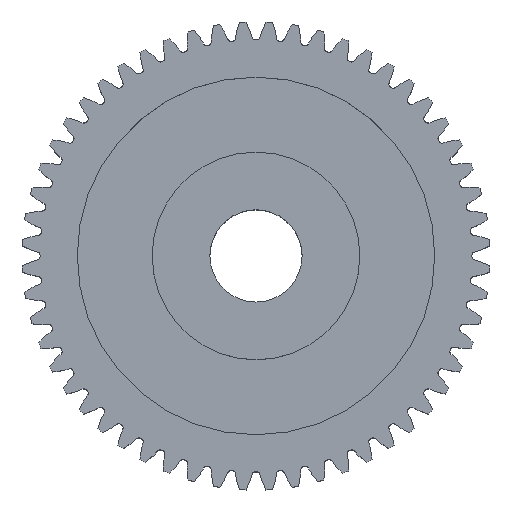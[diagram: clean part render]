
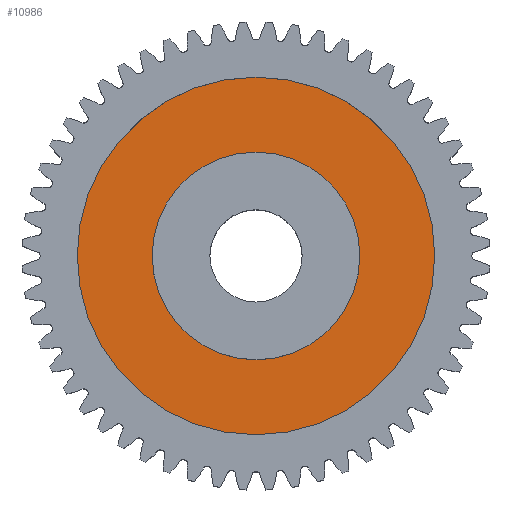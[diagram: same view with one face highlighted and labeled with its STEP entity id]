
A CAD part, top view. The second image highlights one B-rep face of the part: STEP entity #10986.
In plain terms, the highlighted planar face has unit normal (0, 0, 1).
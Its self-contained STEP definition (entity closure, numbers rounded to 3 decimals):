
#1077 = CARTESIAN_POINT ( 'NONE',  ( 9., 0., 4. ) ) ;
#1477 = DIRECTION ( 'NONE',  ( -1., 0., 0. ) ) ;
#1478 = DIRECTION ( 'NONE',  ( 0., 0., -1. ) ) ;
#1481 = CARTESIAN_POINT ( 'NONE',  ( -15.5, 0., 4. ) ) ;
#1482 = CARTESIAN_POINT ( 'NONE',  ( 15.5, 0., 4. ) ) ;
#1487 = CIRCLE ( 'NONE', #1531, 15.5 ) ;
#1530 = CARTESIAN_POINT ( 'NONE',  ( 0., 0., 4. ) ) ;
#1531 = AXIS2_PLACEMENT_3D ( 'NONE', #1530, #1478, #1477 ) ;
#1706 = DIRECTION ( 'NONE',  ( -1., 0., 0. ) ) ;
#1707 = DIRECTION ( 'NONE',  ( 0., 0., -1. ) ) ;
#1744 = CARTESIAN_POINT ( 'NONE',  ( -9., 0., 4. ) ) ;
#1813 = CIRCLE ( 'NONE', #1822, 9. ) ;
#1821 = CARTESIAN_POINT ( 'NONE',  ( 0., 0., 4. ) ) ;
#1822 = AXIS2_PLACEMENT_3D ( 'NONE', #1821, #1707, #1706 ) ;
#4810 = FACE_BOUND ( 'NONE', #11048, .T. ) ;
#4812 = FACE_OUTER_BOUND ( 'NONE', #11054, .T. ) ;
#4821 = DIRECTION ( 'NONE',  ( 0., 0., -1. ) ) ;
#4833 = CARTESIAN_POINT ( 'NONE',  ( 0., 0., 4. ) ) ;
#4867 = PLANE ( 'NONE',  #4872 ) ;
#4872 = AXIS2_PLACEMENT_3D ( 'NONE', #4833, #4821, #4929 ) ;
#4906 = DIRECTION ( 'NONE',  ( -1., 0., 0. ) ) ;
#4907 = DIRECTION ( 'NONE',  ( 0., 0., -1. ) ) ;
#4908 = AXIS2_PLACEMENT_3D ( 'NONE', #4926, #4907, #4906 ) ;
#4914 = CIRCLE ( 'NONE', #4962, 9. ) ;
#4922 = CIRCLE ( 'NONE', #4908, 15.5 ) ;
#4926 = CARTESIAN_POINT ( 'NONE',  ( 0., 0., 4. ) ) ;
#4929 = DIRECTION ( 'NONE',  ( -1., 0., 0. ) ) ;
#4959 = DIRECTION ( 'NONE',  ( -1., 0., 0. ) ) ;
#4960 = DIRECTION ( 'NONE',  ( 0., 0., -1. ) ) ;
#4961 = CARTESIAN_POINT ( 'NONE',  ( 0., 0., 4. ) ) ;
#4962 = AXIS2_PLACEMENT_3D ( 'NONE', #4961, #4960, #4959 ) ;
#8604 = VERTEX_POINT ( 'NONE', #1077 ) ;
#8871 = EDGE_CURVE ( 'NONE', #8873, #8874, #1487, .T. ) ;
#8873 = VERTEX_POINT ( 'NONE', #1482 ) ;
#8874 = VERTEX_POINT ( 'NONE', #1481 ) ;
#8984 = VERTEX_POINT ( 'NONE', #1744 ) ;
#8994 = EDGE_CURVE ( 'NONE', #8984, #8604, #1813, .T. ) ;
#10933 = ORIENTED_EDGE ( 'NONE', *, *, #11000, .F. ) ;
#10986 = ADVANCED_FACE ( 'NONE', ( #4810, #4812 ), #4867, .F. ) ;
#10989 = ORIENTED_EDGE ( 'NONE', *, *, #8871, .F. ) ;
#10991 = ORIENTED_EDGE ( 'NONE', *, *, #11003, .T. ) ;
#11000 = EDGE_CURVE ( 'NONE', #8874, #8873, #4922, .T. ) ;
#11003 = EDGE_CURVE ( 'NONE', #8604, #8984, #4914, .T. ) ;
#11048 = EDGE_LOOP ( 'NONE', ( #11056, #10991 ) ) ;
#11054 = EDGE_LOOP ( 'NONE', ( #10933, #10989 ) ) ;
#11056 = ORIENTED_EDGE ( 'NONE', *, *, #8994, .T. ) ;
